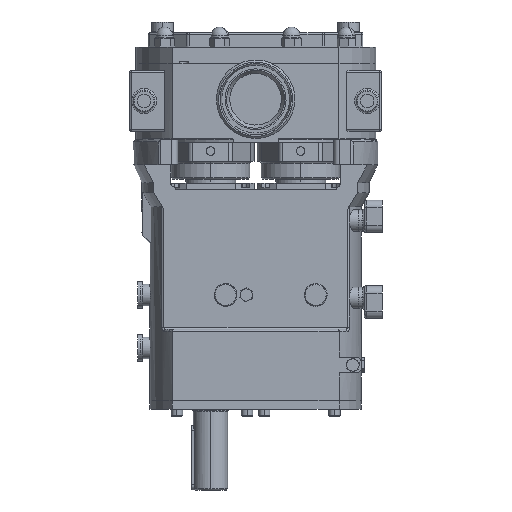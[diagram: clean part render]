
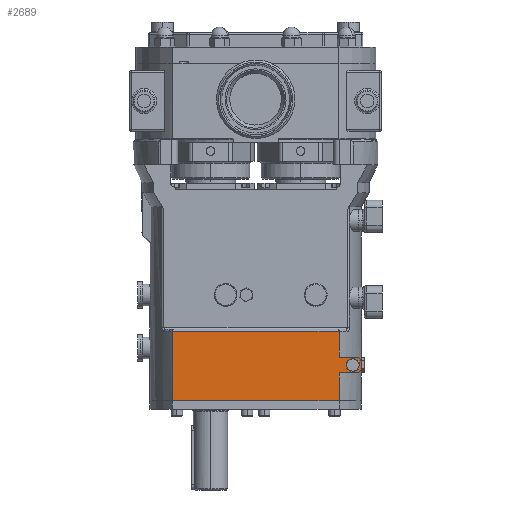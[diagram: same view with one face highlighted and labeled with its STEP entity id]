
A CAD part, left-side view. The second image highlights one B-rep face of the part: STEP entity #2689.
In plain terms, the highlighted planar face has unit normal (-1, 0, 0).
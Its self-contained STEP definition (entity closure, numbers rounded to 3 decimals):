
#334 = EDGE_CURVE ( 'NONE', #1029, #12043, #25068, .T. ) ;
#483 = VERTEX_POINT ( 'NONE', #19167 ) ;
#485 = LINE ( 'NONE', #3123, #32915 ) ;
#765 = LINE ( 'NONE', #12217, #2772 ) ;
#1013 = VERTEX_POINT ( 'NONE', #6685 ) ;
#1029 = VERTEX_POINT ( 'NONE', #35208 ) ;
#1266 = ORIENTED_EDGE ( 'NONE', *, *, #30259, .F. ) ;
#1317 = EDGE_CURVE ( 'NONE', #34397, #4503, #12646, .T. ) ;
#1959 = VECTOR ( 'NONE', #5467, 1000. ) ;
#2689 = ADVANCED_FACE ( 'NONE', ( #21137, #21325 ), #18680, .F. ) ;
#2772 = VECTOR ( 'NONE', #35100, 1000. ) ;
#2830 = EDGE_CURVE ( 'NONE', #9250, #34397, #4571, .T. ) ;
#2835 = ORIENTED_EDGE ( 'NONE', *, *, #16901, .F. ) ;
#3123 = CARTESIAN_POINT ( 'NONE',  ( -91., -133.859, 39.549 ) ) ;
#3451 = DIRECTION ( 'NONE',  ( 0., -0.907, 0.422 ) ) ;
#3639 = EDGE_CURVE ( 'NONE', #11116, #6051, #485, .T. ) ;
#3665 = LINE ( 'NONE', #6496, #36150 ) ;
#3724 = VECTOR ( 'NONE', #15199, 1000. ) ;
#3918 = EDGE_LOOP ( 'NONE', ( #12819, #28391, #4371, #5229, #34250, #34312 ) ) ;
#4371 = ORIENTED_EDGE ( 'NONE', *, *, #2830, .T. ) ;
#4503 = VERTEX_POINT ( 'NONE', #16510 ) ;
#4571 = LINE ( 'NONE', #31031, #13141 ) ;
#5038 = DIRECTION ( 'NONE',  ( 0., -1., 0. ) ) ;
#5229 = ORIENTED_EDGE ( 'NONE', *, *, #1317, .T. ) ;
#5403 = DIRECTION ( 'NONE',  ( 0., -0.819, -0.574 ) ) ;
#5467 = DIRECTION ( 'NONE',  ( 0., 1., 0. ) ) ;
#5582 = LINE ( 'NONE', #8227, #29569 ) ;
#6051 = VERTEX_POINT ( 'NONE', #32814 ) ;
#6254 = CARTESIAN_POINT ( 'NONE',  ( -91., 171.001, 61. ) ) ;
#6281 = CARTESIAN_POINT ( 'NONE',  ( -91., -126.626, 55.093 ) ) ;
#6408 = LINE ( 'NONE', #35106, #18828 ) ;
#6496 = CARTESIAN_POINT ( 'NONE',  ( -91., -116.718, 67. ) ) ;
#6685 = CARTESIAN_POINT ( 'NONE',  ( -91., -116.718, 39. ) ) ;
#6864 = DIRECTION ( 'NONE',  ( -1., 0., 0. ) ) ;
#7848 = LINE ( 'NONE', #30180, #36797 ) ;
#7892 = VERTEX_POINT ( 'NONE', #11933 ) ;
#7999 = VERTEX_POINT ( 'NONE', #23938 ) ;
#8227 = CARTESIAN_POINT ( 'NONE',  ( -91., -146.121, 53.372 ) ) ;
#8358 = CARTESIAN_POINT ( 'NONE',  ( -91., -140., 53. ) ) ;
#8682 = EDGE_CURVE ( 'NONE', #24591, #7999, #31178, .T. ) ;
#9037 = CARTESIAN_POINT ( 'NONE',  ( -91., -116.718, 97. ) ) ;
#9250 = VERTEX_POINT ( 'NONE', #18645 ) ;
#9463 = DIRECTION ( 'NONE',  ( 0., -1., 0. ) ) ;
#9480 = CARTESIAN_POINT ( 'NONE',  ( -91., -127.896, 55.684 ) ) ;
#9655 = LINE ( 'NONE', #18285, #23374 ) ;
#9805 = ORIENTED_EDGE ( 'NONE', *, *, #36617, .T. ) ;
#10089 = AXIS2_PLACEMENT_3D ( 'NONE', #8358, #11155, #34033 ) ;
#10505 = ORIENTED_EDGE ( 'NONE', *, *, #31050, .T. ) ;
#10506 = VERTEX_POINT ( 'NONE', #12225 ) ;
#11116 = VERTEX_POINT ( 'NONE', #31562 ) ;
#11150 = DIRECTION ( 'NONE',  ( 0., 0.819, 0.574 ) ) ;
#11155 = DIRECTION ( 'NONE',  ( -1., 0., 0. ) ) ;
#11381 = VECTOR ( 'NONE', #5038, 1000. ) ;
#11933 = CARTESIAN_POINT ( 'NONE',  ( -91., 116.718, 0. ) ) ;
#12043 = VERTEX_POINT ( 'NONE', #13059 ) ;
#12137 = CARTESIAN_POINT ( 'NONE',  ( -91., -148., 47. ) ) ;
#12217 = CARTESIAN_POINT ( 'NONE',  ( -91., -116.718, 67. ) ) ;
#12225 = CARTESIAN_POINT ( 'NONE',  ( -91., -116.718, 0. ) ) ;
#12646 = LINE ( 'NONE', #6281, #19035 ) ;
#12819 = ORIENTED_EDGE ( 'NONE', *, *, #3639, .T. ) ;
#12833 = EDGE_CURVE ( 'NONE', #4503, #483, #5582, .T. ) ;
#13059 = CARTESIAN_POINT ( 'NONE',  ( -91., -140., 61. ) ) ;
#13141 = VECTOR ( 'NONE', #16223, 1000. ) ;
#14299 = VERTEX_POINT ( 'NONE', #35408 ) ;
#14743 = EDGE_CURVE ( 'NONE', #7892, #22783, #9655, .T. ) ;
#15199 = DIRECTION ( 'NONE',  ( 0., 0.088, -0.996 ) ) ;
#16094 = ORIENTED_EDGE ( 'NONE', *, *, #32636, .T. ) ;
#16223 = DIRECTION ( 'NONE',  ( 0., -0.088, 0.996 ) ) ;
#16510 = CARTESIAN_POINT ( 'NONE',  ( -91., -136.871, 59.86 ) ) ;
#16901 = EDGE_CURVE ( 'NONE', #14299, #12043, #24075, .T. ) ;
#17376 = LINE ( 'NONE', #28447, #22328 ) ;
#17706 = DIRECTION ( 'NONE',  ( 0., -1., 0. ) ) ;
#17864 = DIRECTION ( 'NONE',  ( 0., 0., -1. ) ) ;
#18285 = CARTESIAN_POINT ( 'NONE',  ( -91., -116.718, 0. ) ) ;
#18318 = DIRECTION ( 'NONE',  ( 0., 0., 1. ) ) ;
#18645 = CARTESIAN_POINT ( 'NONE',  ( -91., -127.025, 45.824 ) ) ;
#18680 = PLANE ( 'NONE',  #32292 ) ;
#18828 = VECTOR ( 'NONE', #17864, 1000. ) ;
#19035 = VECTOR ( 'NONE', #3451, 1000. ) ;
#19078 = CARTESIAN_POINT ( 'NONE',  ( -91., -143.422, 36.595 ) ) ;
#19167 = CARTESIAN_POINT ( 'NONE',  ( -91., -144.975, 54.176 ) ) ;
#19711 = LINE ( 'NONE', #19895, #11381 ) ;
#19895 = CARTESIAN_POINT ( 'NONE',  ( -91., 116.708, 0. ) ) ;
#20088 = ORIENTED_EDGE ( 'NONE', *, *, #334, .T. ) ;
#20352 = AXIS2_PLACEMENT_3D ( 'NONE', #21151, #6864, #18318 ) ;
#20599 = DIRECTION ( 'NONE',  ( 0., 0.907, -0.422 ) ) ;
#20817 = EDGE_CURVE ( 'NONE', #24591, #14299, #765, .T. ) ;
#21137 = FACE_BOUND ( 'NONE', #3918, .T. ) ;
#21151 = CARTESIAN_POINT ( 'NONE',  ( -91., -140., 47. ) ) ;
#21325 = FACE_OUTER_BOUND ( 'NONE', #31130, .T. ) ;
#22323 = DIRECTION ( 'NONE',  ( 0., -1., 0. ) ) ;
#22328 = VECTOR ( 'NONE', #28816, 1000. ) ;
#22416 = VECTOR ( 'NONE', #11150, 1000. ) ;
#22534 = VERTEX_POINT ( 'NONE', #31282 ) ;
#22569 = VERTEX_POINT ( 'NONE', #12137 ) ;
#22783 = VERTEX_POINT ( 'NONE', #31238 ) ;
#23374 = VECTOR ( 'NONE', #9463, 1000. ) ;
#23572 = CARTESIAN_POINT ( 'NONE',  ( -91., -116.718, 67. ) ) ;
#23938 = CARTESIAN_POINT ( 'NONE',  ( -91., 116.718, 97. ) ) ;
#24075 = LINE ( 'NONE', #6254, #29228 ) ;
#24591 = VERTEX_POINT ( 'NONE', #29826 ) ;
#24735 = ORIENTED_EDGE ( 'NONE', *, *, #29105, .F. ) ;
#24870 = CARTESIAN_POINT ( 'NONE',  ( -91., -136.276, 39.335 ) ) ;
#25068 = CIRCLE ( 'NONE', #10089, 8. ) ;
#26645 = EDGE_CURVE ( 'NONE', #22783, #10506, #19711, .T. ) ;
#26945 = DIRECTION ( 'NONE',  ( 0., 0., 1. ) ) ;
#28391 = ORIENTED_EDGE ( 'NONE', *, *, #30490, .T. ) ;
#28447 = CARTESIAN_POINT ( 'NONE',  ( -91., -148., 39. ) ) ;
#28816 = DIRECTION ( 'NONE',  ( 0., 0., -1. ) ) ;
#28965 = EDGE_CURVE ( 'NONE', #483, #11116, #32628, .T. ) ;
#29105 = EDGE_CURVE ( 'NONE', #1029, #22569, #17376, .T. ) ;
#29228 = VECTOR ( 'NONE', #17706, 1000. ) ;
#29569 = VECTOR ( 'NONE', #5403, 1000. ) ;
#29826 = CARTESIAN_POINT ( 'NONE',  ( -91., -116.718, 97. ) ) ;
#30180 = CARTESIAN_POINT ( 'NONE',  ( -91., 171.001, 39. ) ) ;
#30259 = EDGE_CURVE ( 'NONE', #1013, #10506, #3665, .T. ) ;
#30490 = EDGE_CURVE ( 'NONE', #6051, #9250, #33662, .T. ) ;
#31031 = CARTESIAN_POINT ( 'NONE',  ( -91., -126.344, 38.103 ) ) ;
#31050 = EDGE_CURVE ( 'NONE', #7999, #7892, #6408, .T. ) ;
#31130 = EDGE_LOOP ( 'NONE', ( #34012, #31450, #10505, #32134, #32241, #1266, #16094, #9805, #24735, #20088, #2835 ) ) ;
#31178 = LINE ( 'NONE', #9037, #1959 ) ;
#31238 = CARTESIAN_POINT ( 'NONE',  ( -91., 116.708, 0. ) ) ;
#31282 = CARTESIAN_POINT ( 'NONE',  ( -91., -140., 39. ) ) ;
#31450 = ORIENTED_EDGE ( 'NONE', *, *, #8682, .T. ) ;
#31562 = CARTESIAN_POINT ( 'NONE',  ( -91., -144.104, 44.316 ) ) ;
#32134 = ORIENTED_EDGE ( 'NONE', *, *, #14743, .T. ) ;
#32241 = ORIENTED_EDGE ( 'NONE', *, *, #26645, .T. ) ;
#32292 = AXIS2_PLACEMENT_3D ( 'NONE', #23572, #32547, #26945 ) ;
#32547 = DIRECTION ( 'NONE',  ( 1., 0., 0. ) ) ;
#32628 = LINE ( 'NONE', #19078, #3724 ) ;
#32636 = EDGE_CURVE ( 'NONE', #1013, #22534, #7848, .T. ) ;
#32814 = CARTESIAN_POINT ( 'NONE',  ( -91., -135.129, 40.14 ) ) ;
#32915 = VECTOR ( 'NONE', #20599, 1000. ) ;
#33662 = LINE ( 'NONE', #24870, #22416 ) ;
#34012 = ORIENTED_EDGE ( 'NONE', *, *, #20817, .F. ) ;
#34033 = DIRECTION ( 'NONE',  ( 0., 0., 1. ) ) ;
#34097 = CIRCLE ( 'NONE', #20352, 8. ) ;
#34250 = ORIENTED_EDGE ( 'NONE', *, *, #12833, .T. ) ;
#34312 = ORIENTED_EDGE ( 'NONE', *, *, #28965, .T. ) ;
#34397 = VERTEX_POINT ( 'NONE', #9480 ) ;
#34445 = DIRECTION ( 'NONE',  ( 0., 0., -1. ) ) ;
#35100 = DIRECTION ( 'NONE',  ( 0., 0., -1. ) ) ;
#35106 = CARTESIAN_POINT ( 'NONE',  ( -91., 116.718, 67. ) ) ;
#35208 = CARTESIAN_POINT ( 'NONE',  ( -91., -148., 53. ) ) ;
#35408 = CARTESIAN_POINT ( 'NONE',  ( -91., -116.718, 61. ) ) ;
#36150 = VECTOR ( 'NONE', #34445, 1000. ) ;
#36617 = EDGE_CURVE ( 'NONE', #22534, #22569, #34097, .T. ) ;
#36797 = VECTOR ( 'NONE', #22323, 1000. ) ;
